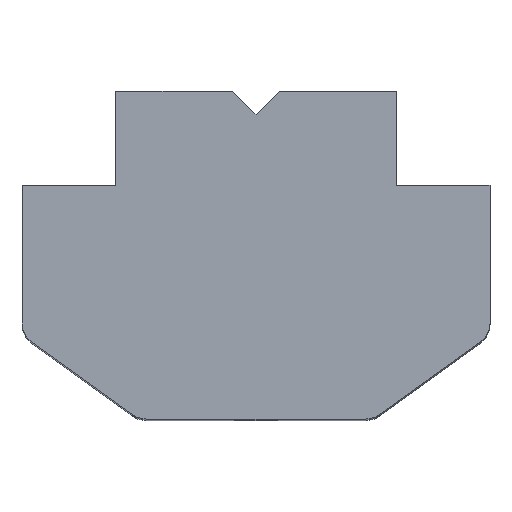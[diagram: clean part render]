
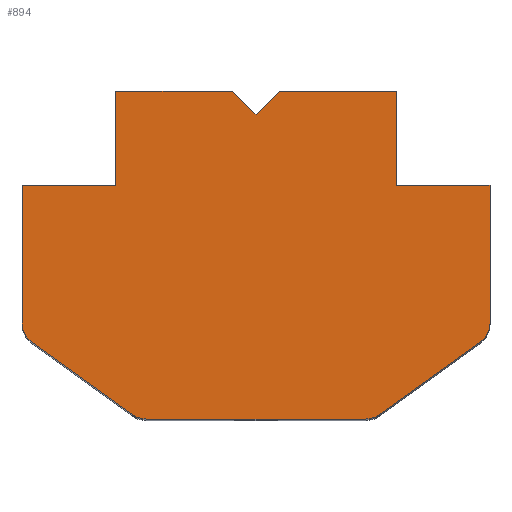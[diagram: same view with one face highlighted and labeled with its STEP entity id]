
A CAD part, top view. The second image highlights one B-rep face of the part: STEP entity #894.
In plain terms, the highlighted planar face has unit normal (0, 0, 1).
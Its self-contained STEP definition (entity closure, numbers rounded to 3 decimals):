
#12 = EDGE_CURVE ( 'NONE', #607, #642, #858, .T. ) ;
#16 = EDGE_CURVE ( 'NONE', #598, #579, #856, .T. ) ;
#20 = EDGE_CURVE ( 'NONE', #628, #598, #863, .T. ) ;
#25 = EDGE_CURVE ( 'NONE', #643, #621, #882, .T. ) ;
#28 = EDGE_CURVE ( 'NONE', #623, #643, #873, .T. ) ;
#31 = EDGE_CURVE ( 'NONE', #620, #623, #727, .T. ) ;
#34 = EDGE_CURVE ( 'NONE', #613, #620, #723, .T. ) ;
#40 = EDGE_CURVE ( 'NONE', #636, #651, #715, .T. ) ;
#50 = EDGE_CURVE ( 'NONE', #657, #581, #698, .T. ) ;
#53 = EDGE_CURVE ( 'NONE', #631, #647, #694, .T. ) ;
#57 = EDGE_CURVE ( 'NONE', #579, #595, #690, .T. ) ;
#58 = EDGE_CURVE ( 'NONE', #642, #581, #686, .T. ) ;
#59 = EDGE_CURVE ( 'NONE', #595, #647, #682, .T. ) ;
#61 = EDGE_CURVE ( 'NONE', #657, #631, #679, .T. ) ;
#62 = EDGE_CURVE ( 'NONE', #613, #636, #677, .T. ) ;
#65 = EDGE_CURVE ( 'NONE', #621, #628, #672, .T. ) ;
#68 = AXIS2_PLACEMENT_3D ( 'NONE', #126, #129, #134 ) ;
#74 = AXIS2_PLACEMENT_3D ( 'NONE', #139, #140, #141 ) ;
#81 = AXIS2_PLACEMENT_3D ( 'NONE', #112, #111, #108 ) ;
#103 = AXIS2_PLACEMENT_3D ( 'NONE', #144, #145, #146 ) ;
#106 = EDGE_CURVE ( 'NONE', #651, #607, #811, .T. ) ;
#108 = DIRECTION ( 'NONE',  ( 1., 0., 0. ) ) ;
#109 = CARTESIAN_POINT ( 'NONE',  ( 0., 1.5, 9. ) ) ;
#111 = DIRECTION ( 'NONE',  ( 0., 0., 1. ) ) ;
#112 = CARTESIAN_POINT ( 'NONE',  ( -2.339, -3., 9. ) ) ;
#121 = CARTESIAN_POINT ( 'NONE',  ( 3., 3.5, 9. ) ) ;
#126 = CARTESIAN_POINT ( 'NONE',  ( -4.5, -1.444, 9. ) ) ;
#129 = DIRECTION ( 'NONE',  ( 0., 0., 1. ) ) ;
#134 = DIRECTION ( 'NONE',  ( 1., 0., 0. ) ) ;
#137 = DIRECTION ( 'NONE',  ( 1., 0., 0. ) ) ;
#139 = CARTESIAN_POINT ( 'NONE',  ( 4.5, -1.444, 9. ) ) ;
#140 = DIRECTION ( 'NONE',  ( 0., 0., 1. ) ) ;
#141 = DIRECTION ( 'NONE',  ( 1., 0., 0. ) ) ;
#144 = CARTESIAN_POINT ( 'NONE',  ( 2.339, -3., 9. ) ) ;
#145 = DIRECTION ( 'NONE',  ( 0., 0., 1. ) ) ;
#146 = DIRECTION ( 'NONE',  ( 1., 0., 0. ) ) ;
#151 = DIRECTION ( 'NONE',  ( 0., -1., 0. ) ) ;
#167 = CARTESIAN_POINT ( 'NONE',  ( -2.513, -3.491, 9. ) ) ;
#168 = DIRECTION ( 'NONE',  ( 0.812, -0.584, 0. ) ) ;
#197 = CARTESIAN_POINT ( 'NONE',  ( 2.513, -3.491, 9. ) ) ;
#198 = DIRECTION ( 'NONE',  ( -0.812, -0.584, 0. ) ) ;
#201 = CARTESIAN_POINT ( 'NONE',  ( 3., 0., 9. ) ) ;
#203 = CARTESIAN_POINT ( 'NONE',  ( 5., 0., 9. ) ) ;
#216 = DIRECTION ( 'NONE',  ( 0.707, -0.707, 0. ) ) ;
#223 = DIRECTION ( 'NONE',  ( 0., 1., 0. ) ) ;
#226 = CARTESIAN_POINT ( 'NONE',  ( 1.5, 1.5, 9. ) ) ;
#246 = CARTESIAN_POINT ( 'NONE',  ( 2.631, -3.406, 9. ) ) ;
#311 = CARTESIAN_POINT ( 'NONE',  ( -2.631, -3.406, 9. ) ) ;
#319 = CARTESIAN_POINT ( 'NONE',  ( 4.792, -1.85, 9. ) ) ;
#323 = CARTESIAN_POINT ( 'NONE',  ( 2.339, -3.5, 9. ) ) ;
#339 = CARTESIAN_POINT ( 'NONE',  ( 5., -1.444, 9. ) ) ;
#342 = CARTESIAN_POINT ( 'NONE',  ( -3., 3.5, 9. ) ) ;
#344 = CARTESIAN_POINT ( 'NONE',  ( 5., 1.5, 9. ) ) ;
#350 = CARTESIAN_POINT ( 'NONE',  ( 0., 3., 9. ) ) ;
#361 = CARTESIAN_POINT ( 'NONE',  ( -4.792, -1.85, 9. ) ) ;
#369 = CARTESIAN_POINT ( 'NONE',  ( -0.5, 3.5, 9. ) ) ;
#370 = CARTESIAN_POINT ( 'NONE',  ( -5., 1.5, 9. ) ) ;
#371 = DIRECTION ( 'NONE',  ( 1., 0., 0. ) ) ;
#372 = DIRECTION ( 'NONE',  ( 0., 0., 1. ) ) ;
#375 = PLANE ( 'NONE',  #1063 ) ;
#383 = CARTESIAN_POINT ( 'NONE',  ( 0., 0., 9. ) ) ;
#386 = CARTESIAN_POINT ( 'NONE',  ( -5., -1.444, 9. ) ) ;
#388 = CARTESIAN_POINT ( 'NONE',  ( -3., 1.5, 9. ) ) ;
#402 = CARTESIAN_POINT ( 'NONE',  ( 3., 1.5, 9. ) ) ;
#406 = CARTESIAN_POINT ( 'NONE',  ( -2.339, -3.5, 9. ) ) ;
#414 = CARTESIAN_POINT ( 'NONE',  ( 0.5, 3.5, 9. ) ) ;
#462 = DIRECTION ( 'NONE',  ( 0., 1., 0. ) ) ;
#463 = CARTESIAN_POINT ( 'NONE',  ( -5., 0., 9. ) ) ;
#468 = DIRECTION ( 'NONE',  ( 1., 0., 0. ) ) ;
#474 = DIRECTION ( 'NONE',  ( 0., 1., 0. ) ) ;
#480 = DIRECTION ( 'NONE',  ( 1., 0., 0. ) ) ;
#482 = CARTESIAN_POINT ( 'NONE',  ( 0., 1.5, 9. ) ) ;
#486 = CARTESIAN_POINT ( 'NONE',  ( -3., 0., 9. ) ) ;
#490 = DIRECTION ( 'NONE',  ( 0.707, 0.707, 0. ) ) ;
#492 = CARTESIAN_POINT ( 'NONE',  ( -1.5, 1.5, 9. ) ) ;
#493 = ORIENTED_EDGE ( 'NONE', *, *, #58, .T. ) ;
#494 = ORIENTED_EDGE ( 'NONE', *, *, #50, .F. ) ;
#495 = ORIENTED_EDGE ( 'NONE', *, *, #61, .T. ) ;
#496 = ORIENTED_EDGE ( 'NONE', *, *, #53, .T. ) ;
#497 = ORIENTED_EDGE ( 'NONE', *, *, #59, .F. ) ;
#498 = ORIENTED_EDGE ( 'NONE', *, *, #57, .F. ) ;
#499 = ORIENTED_EDGE ( 'NONE', *, *, #16, .F. ) ;
#501 = ORIENTED_EDGE ( 'NONE', *, *, #20, .F. ) ;
#503 = ORIENTED_EDGE ( 'NONE', *, *, #65, .F. ) ;
#505 = ORIENTED_EDGE ( 'NONE', *, *, #25, .F. ) ;
#506 = CARTESIAN_POINT ( 'NONE',  ( 0., 3.5, 9. ) ) ;
#507 = ORIENTED_EDGE ( 'NONE', *, *, #28, .F. ) ;
#508 = ORIENTED_EDGE ( 'NONE', *, *, #31, .F. ) ;
#509 = ORIENTED_EDGE ( 'NONE', *, *, #34, .F. ) ;
#511 = ORIENTED_EDGE ( 'NONE', *, *, #62, .T. ) ;
#512 = ORIENTED_EDGE ( 'NONE', *, *, #40, .T. ) ;
#514 = ORIENTED_EDGE ( 'NONE', *, *, #106, .T. ) ;
#531 = DIRECTION ( 'NONE',  ( 1., 0., 0. ) ) ;
#546 = CARTESIAN_POINT ( 'NONE',  ( 0., 3.5, 9. ) ) ;
#565 = DIRECTION ( 'NONE',  ( 1., 0., 0. ) ) ;
#570 = CARTESIAN_POINT ( 'NONE',  ( 0., -3.5, 9. ) ) ;
#579 = VERTEX_POINT ( 'NONE', #121 ) ;
#581 = VERTEX_POINT ( 'NONE', #246 ) ;
#595 = VERTEX_POINT ( 'NONE', #402 ) ;
#598 = VERTEX_POINT ( 'NONE', #414 ) ;
#607 = VERTEX_POINT ( 'NONE', #406 ) ;
#613 = VERTEX_POINT ( 'NONE', #386 ) ;
#620 = VERTEX_POINT ( 'NONE', #370 ) ;
#621 = VERTEX_POINT ( 'NONE', #369 ) ;
#623 = VERTEX_POINT ( 'NONE', #388 ) ;
#628 = VERTEX_POINT ( 'NONE', #350 ) ;
#631 = VERTEX_POINT ( 'NONE', #339 ) ;
#636 = VERTEX_POINT ( 'NONE', #361 ) ;
#642 = VERTEX_POINT ( 'NONE', #323 ) ;
#643 = VERTEX_POINT ( 'NONE', #342 ) ;
#647 = VERTEX_POINT ( 'NONE', #344 ) ;
#651 = VERTEX_POINT ( 'NONE', #311 ) ;
#657 = VERTEX_POINT ( 'NONE', #319 ) ;
#669 = VECTOR ( 'NONE', #216, 1000. ) ;
#672 = LINE ( 'NONE', #226, #669 ) ;
#677 = CIRCLE ( 'NONE', #68, 0.5 ) ;
#679 = CIRCLE ( 'NONE', #74, 0.5 ) ;
#680 = VECTOR ( 'NONE', #137, 1000. ) ;
#682 = LINE ( 'NONE', #109, #680 ) ;
#683 = VECTOR ( 'NONE', #151, 1000. ) ;
#686 = CIRCLE ( 'NONE', #103, 0.5 ) ;
#690 = LINE ( 'NONE', #201, #683 ) ;
#692 = VECTOR ( 'NONE', #223, 1000. ) ;
#694 = LINE ( 'NONE', #203, #692 ) ;
#695 = VECTOR ( 'NONE', #198, 1000. ) ;
#698 = LINE ( 'NONE', #197, #695 ) ;
#712 = VECTOR ( 'NONE', #168, 1000. ) ;
#715 = LINE ( 'NONE', #167, #712 ) ;
#720 = VECTOR ( 'NONE', #462, 1000. ) ;
#723 = LINE ( 'NONE', #463, #720 ) ;
#726 = VECTOR ( 'NONE', #468, 1000. ) ;
#727 = LINE ( 'NONE', #482, #726 ) ;
#734 = VECTOR ( 'NONE', #474, 1000. ) ;
#799 = FACE_OUTER_BOUND ( 'NONE', #1002, .T. ) ;
#811 = CIRCLE ( 'NONE', #81, 0.5 ) ;
#855 = VECTOR ( 'NONE', #565, 1000. ) ;
#856 = LINE ( 'NONE', #546, #871 ) ;
#858 = LINE ( 'NONE', #570, #855 ) ;
#863 = LINE ( 'NONE', #492, #872 ) ;
#868 = VECTOR ( 'NONE', #480, 1000. ) ;
#871 = VECTOR ( 'NONE', #531, 1000. ) ;
#872 = VECTOR ( 'NONE', #490, 1000. ) ;
#873 = LINE ( 'NONE', #486, #734 ) ;
#882 = LINE ( 'NONE', #506, #868 ) ;
#894 = ADVANCED_FACE ( 'NONE', ( #799 ), #375, .T. ) ;
#984 = ORIENTED_EDGE ( 'NONE', *, *, #12, .T. ) ;
#1002 = EDGE_LOOP ( 'NONE', ( #984, #493, #494, #495, #496, #497, #498, #499, #501, #503, #505, #507, #508, #509, #511, #512, #514 ) ) ;
#1063 = AXIS2_PLACEMENT_3D ( 'NONE', #383, #372, #371 ) ;
